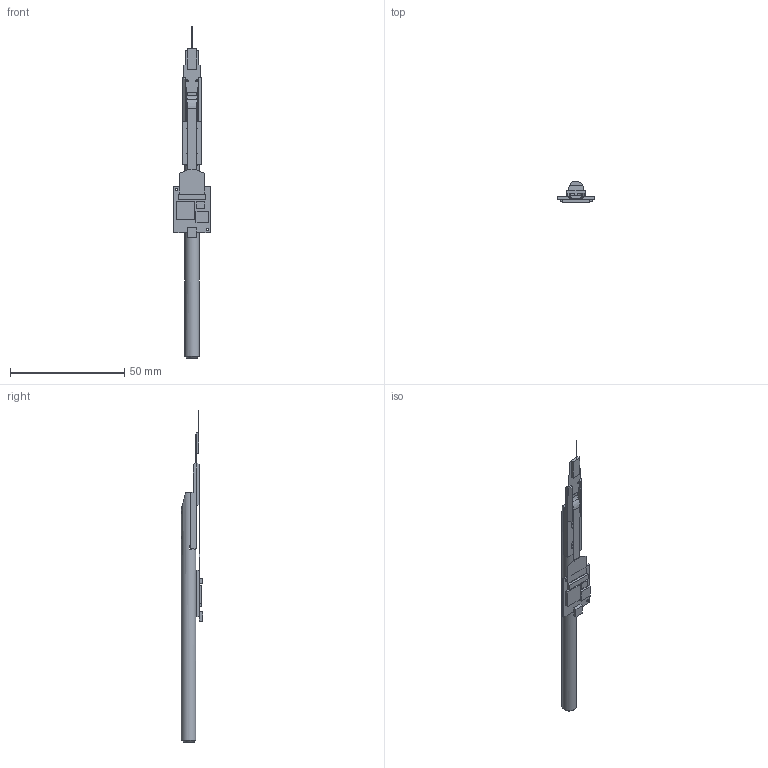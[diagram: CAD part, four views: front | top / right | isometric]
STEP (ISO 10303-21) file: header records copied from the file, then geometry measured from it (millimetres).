
FILE_DESCRIPTION(/* description */ ('NEUROPIXEL 3A PROBE AND ROD HOLDER'),/* implementation_level */ '2;1');
FILE_NAME(/* name */ 'J007802 NEUROPIXEL 3A PROBE AND ROD HOLDER Rev -.stp',/* time_stamp */ '2018-11-15T17:46:02-05:00',/* author */ ('arnoldj'),/* organization */ (''),/* preprocessor_version */ 'ST-DEVELOPER v17',/* originating_system */ 'Autodesk Inventor 2018',/* authorisation */ '');
FILE_SCHEMA (('AUTOMOTIVE_DESIGN { 1 0 10303 214 3 1 1 }'));
Length unit declared in the file: inch
Products named in the file (7): J007802 ; NEUROPIXEL HEADSTAGE PCB; J007803; J007626 ; 92010A003; 1365868
Assembly tree (7 placements, depth 2):
  J007802 
    NEUROPIXEL HEADSTAGE PCB
     
    J007803
    J007626 
    92010A003  x2
    1365868
Bounding box: 16 x 9.32 x 145.28 mm (x, y, z)
Volume: 4333.4 mm3; surface area: 4841.4 mm2
Topology: 7 solids, 7 shells, 239 faces, 656 edges, 437 vertices
Faces by surface type: plane 145, cylinder 69, cone 21, bspline 4
Full cylindrical faces by diameter (mm): 0.838 x2, 1 x2, 1.459 x20, 1.575 x2, 2 x22, 2.388 x2, 6.35 x1
Entity records: 8552 total; most frequent: CARTESIAN_POINT 3615, ORIENTED_EDGE 1000, DIRECTION 900, EDGE_CURVE 500, LINE 348, VECTOR 348, VERTEX_POINT 333, AXIS2_PLACEMENT_3D 276
